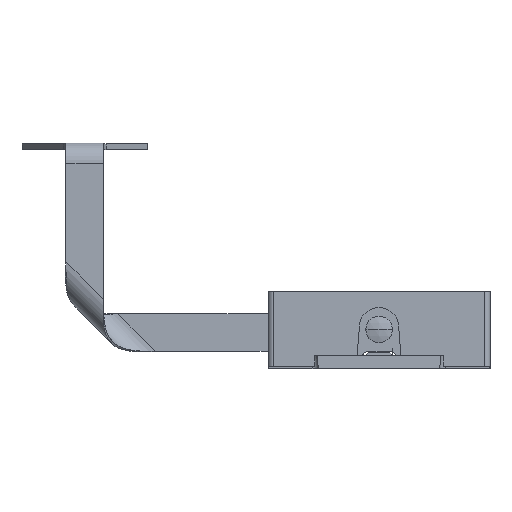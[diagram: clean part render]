
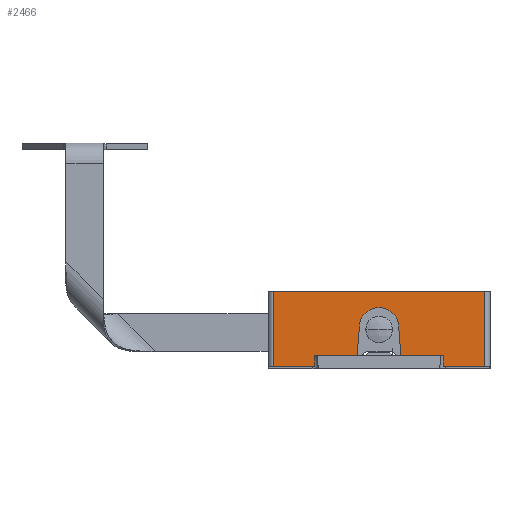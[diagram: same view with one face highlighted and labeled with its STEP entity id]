
A CAD part, top view. The second image highlights one B-rep face of the part: STEP entity #2466.
In plain terms, the highlighted planar face has unit normal (0, 0, 1).
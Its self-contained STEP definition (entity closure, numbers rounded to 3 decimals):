
#261 = VERTEX_POINT ( 'NONE', #4387 ) ;
#366 = VERTEX_POINT ( 'NONE', #508 ) ;
#464 = LINE ( 'NONE', #9901, #4564 ) ;
#508 = CARTESIAN_POINT ( 'NONE',  ( 21.397, -14.747, 9.038 ) ) ;
#540 = DIRECTION ( 'NONE',  ( 0., -1., 0. ) ) ;
#553 = VECTOR ( 'NONE', #2667, 1000. ) ;
#561 = CARTESIAN_POINT ( 'NONE',  ( 11.897, -14.747, 9.038 ) ) ;
#677 = CARTESIAN_POINT ( 'NONE',  ( 11.897, -14.147, 9.038 ) ) ;
#782 = CARTESIAN_POINT ( 'NONE',  ( 21.397, -10.557, 9.038 ) ) ;
#872 = VECTOR ( 'NONE', #7713, 1000. ) ;
#924 = CARTESIAN_POINT ( 'NONE',  ( 9.297, -14.747, 9.038 ) ) ;
#1182 = EDGE_CURVE ( 'NONE', #11260, #5786, #1548, .T. ) ;
#1230 = EDGE_CURVE ( 'NONE', #10001, #10674, #9788, .T. ) ;
#1410 = CARTESIAN_POINT ( 'NONE',  ( 15.497, -12.557, 9.038 ) ) ;
#1485 = ORIENTED_EDGE ( 'NONE', *, *, #8507, .T. ) ;
#1548 = LINE ( 'NONE', #9291, #3878 ) ;
#1559 = CARTESIAN_POINT ( 'NONE',  ( 16.597, -12.557, 9.038 ) ) ;
#1745 = ORIENTED_EDGE ( 'NONE', *, *, #4239, .T. ) ;
#1762 = LINE ( 'NONE', #561, #10558 ) ;
#1953 = CARTESIAN_POINT ( 'NONE',  ( 11.897, -14.147, 9.038 ) ) ;
#2009 = VERTEX_POINT ( 'NONE', #11314 ) ;
#2100 = VERTEX_POINT ( 'NONE', #11054 ) ;
#2103 = LINE ( 'NONE', #4595, #7177 ) ;
#2193 = DIRECTION ( 'NONE',  ( 0., -1., 0. ) ) ;
#2215 = VECTOR ( 'NONE', #2193, 1000. ) ;
#2241 = PLANE ( 'NONE',  #4307 ) ;
#2323 = EDGE_CURVE ( 'NONE', #2009, #261, #2103, .T. ) ;
#2387 = CARTESIAN_POINT ( 'NONE',  ( 15.497, -12.557, 9.038 ) ) ;
#2466 = ADVANCED_FACE ( 'NONE', ( #8418 ), #2241, .T. ) ;
#2506 = ORIENTED_EDGE ( 'NONE', *, *, #2323, .T. ) ;
#2534 = ORIENTED_EDGE ( 'NONE', *, *, #5890, .T. ) ;
#2576 = EDGE_CURVE ( 'NONE', #366, #8066, #11357, .T. ) ;
#2667 = DIRECTION ( 'NONE',  ( 1., 0., 0. ) ) ;
#2877 = LINE ( 'NONE', #924, #553 ) ;
#3052 = VERTEX_POINT ( 'NONE', #11053 ) ;
#3296 = VECTOR ( 'NONE', #5067, 1000. ) ;
#3550 = CARTESIAN_POINT ( 'NONE',  ( 11.897, -14.747, 9.038 ) ) ;
#3555 = LINE ( 'NONE', #7693, #3296 ) ;
#3655 = DIRECTION ( 'NONE',  ( 1., 0., 0. ) ) ;
#3689 = DIRECTION ( 'NONE',  ( 1., 0., 0. ) ) ;
#3705 = DIRECTION ( 'NONE',  ( 0., -1., 0. ) ) ;
#3878 = VECTOR ( 'NONE', #8301, 1000. ) ;
#3904 = ORIENTED_EDGE ( 'NONE', *, *, #2576, .T. ) ;
#4079 = ORIENTED_EDGE ( 'NONE', *, *, #4542, .T. ) ;
#4239 = EDGE_CURVE ( 'NONE', #8066, #2009, #3555, .T. ) ;
#4307 = AXIS2_PLACEMENT_3D ( 'NONE', #1410, #6654, #540 ) ;
#4374 = CARTESIAN_POINT ( 'NONE',  ( 19.097, -14.147, 9.038 ) ) ;
#4387 = CARTESIAN_POINT ( 'NONE',  ( 9.597, -14.747, 9.038 ) ) ;
#4395 = EDGE_CURVE ( 'NONE', #8163, #2100, #7410, .T. ) ;
#4542 = EDGE_CURVE ( 'NONE', #2100, #10001, #8918, .T. ) ;
#4564 = VECTOR ( 'NONE', #3655, 1000. ) ;
#4595 = CARTESIAN_POINT ( 'NONE',  ( 9.597, -14.747, 9.038 ) ) ;
#4617 = EDGE_CURVE ( 'NONE', #261, #10384, #2877, .T. ) ;
#4863 = CARTESIAN_POINT ( 'NONE',  ( 16.722, -14.147, 9.038 ) ) ;
#5067 = DIRECTION ( 'NONE',  ( -1., 0., 0. ) ) ;
#5068 = VECTOR ( 'NONE', #3689, 1000. ) ;
#5151 = DIRECTION ( 'NONE',  ( 0., 0., -1. ) ) ;
#5369 = CARTESIAN_POINT ( 'NONE',  ( 14.272, -14.147, 9.038 ) ) ;
#5786 = VERTEX_POINT ( 'NONE', #4374 ) ;
#5890 = EDGE_CURVE ( 'NONE', #5786, #3052, #8962, .T. ) ;
#6136 = EDGE_LOOP ( 'NONE', ( #1745, #2506, #8966, #1485, #6368, #4079, #7412, #10528, #10288, #2534, #10982, #3904 ) ) ;
#6368 = ORIENTED_EDGE ( 'NONE', *, *, #4395, .T. ) ;
#6567 = VECTOR ( 'NONE', #9146, 1000. ) ;
#6654 = DIRECTION ( 'NONE',  ( 0., 0., 1. ) ) ;
#6814 = DIRECTION ( 'NONE',  ( 0., 1., 0. ) ) ;
#7177 = VECTOR ( 'NONE', #3705, 1000. ) ;
#7410 = LINE ( 'NONE', #1953, #5068 ) ;
#7412 = ORIENTED_EDGE ( 'NONE', *, *, #1230, .T. ) ;
#7517 = CARTESIAN_POINT ( 'NONE',  ( 14.397, -12.557, 9.038 ) ) ;
#7519 = VECTOR ( 'NONE', #6814, 1000. ) ;
#7598 = LINE ( 'NONE', #1559, #872 ) ;
#7693 = CARTESIAN_POINT ( 'NONE',  ( 21.697, -10.557, 9.038 ) ) ;
#7713 = DIRECTION ( 'NONE',  ( 0.078, -0.997, 0. ) ) ;
#7776 = DIRECTION ( 'NONE',  ( 0., -1., 0. ) ) ;
#7949 = AXIS2_PLACEMENT_3D ( 'NONE', #2387, #5151, #7776 ) ;
#8066 = VERTEX_POINT ( 'NONE', #782 ) ;
#8163 = VERTEX_POINT ( 'NONE', #677 ) ;
#8301 = DIRECTION ( 'NONE',  ( 1., 0., 0. ) ) ;
#8418 = FACE_OUTER_BOUND ( 'NONE', #6136, .T. ) ;
#8507 = EDGE_CURVE ( 'NONE', #10384, #8163, #1762, .T. ) ;
#8517 = CARTESIAN_POINT ( 'NONE',  ( 21.397, -10.557, 9.038 ) ) ;
#8918 = LINE ( 'NONE', #5369, #6567 ) ;
#8962 = LINE ( 'NONE', #9228, #2215 ) ;
#8966 = ORIENTED_EDGE ( 'NONE', *, *, #4617, .T. ) ;
#9146 = DIRECTION ( 'NONE',  ( 0.078, 0.997, 0. ) ) ;
#9192 = CARTESIAN_POINT ( 'NONE',  ( 16.597, -12.557, 9.038 ) ) ;
#9228 = CARTESIAN_POINT ( 'NONE',  ( 19.097, -14.147, 9.038 ) ) ;
#9257 = EDGE_CURVE ( 'NONE', #3052, #366, #464, .T. ) ;
#9291 = CARTESIAN_POINT ( 'NONE',  ( 16.722, -14.147, 9.038 ) ) ;
#9788 = CIRCLE ( 'NONE', #7949, 1.1 ) ;
#9901 = CARTESIAN_POINT ( 'NONE',  ( 19.097, -14.747, 9.038 ) ) ;
#10001 = VERTEX_POINT ( 'NONE', #7517 ) ;
#10089 = EDGE_CURVE ( 'NONE', #10674, #11260, #7598, .T. ) ;
#10288 = ORIENTED_EDGE ( 'NONE', *, *, #1182, .T. ) ;
#10384 = VERTEX_POINT ( 'NONE', #3550 ) ;
#10528 = ORIENTED_EDGE ( 'NONE', *, *, #10089, .T. ) ;
#10558 = VECTOR ( 'NONE', #11103, 1000. ) ;
#10674 = VERTEX_POINT ( 'NONE', #9192 ) ;
#10982 = ORIENTED_EDGE ( 'NONE', *, *, #9257, .T. ) ;
#11053 = CARTESIAN_POINT ( 'NONE',  ( 19.097, -14.747, 9.038 ) ) ;
#11054 = CARTESIAN_POINT ( 'NONE',  ( 14.272, -14.147, 9.038 ) ) ;
#11103 = DIRECTION ( 'NONE',  ( 0., 1., 0. ) ) ;
#11260 = VERTEX_POINT ( 'NONE', #4863 ) ;
#11314 = CARTESIAN_POINT ( 'NONE',  ( 9.597, -10.557, 9.038 ) ) ;
#11357 = LINE ( 'NONE', #8517, #7519 ) ;
